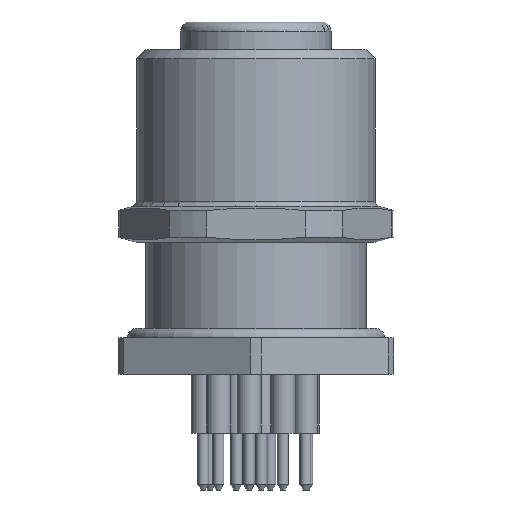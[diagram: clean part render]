
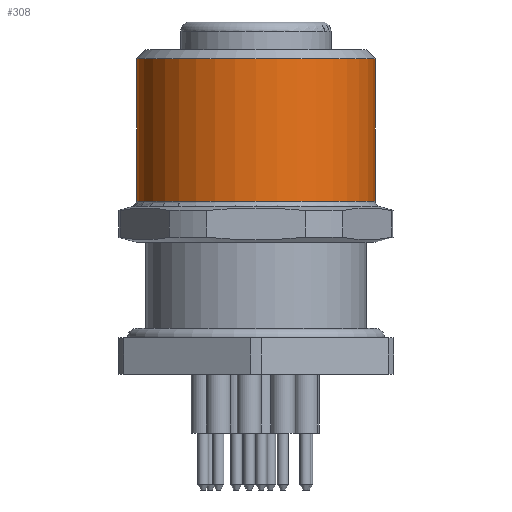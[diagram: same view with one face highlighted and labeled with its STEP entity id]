
A CAD part, front view. The second image highlights one B-rep face of the part: STEP entity #308.
In plain terms, the highlighted cylindrical face has radius 6.5 mm (diameter 13 mm), a full revolution.
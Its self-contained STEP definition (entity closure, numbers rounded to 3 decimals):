
#308=ADVANCED_FACE('',(#505,#506),#442,.T.);
#442=CYLINDRICAL_SURFACE('',#1882,6.5);
#505=FACE_BOUND('',#711,.T.);
#506=FACE_BOUND('',#712,.T.);
#711=EDGE_LOOP('',(#996));
#712=EDGE_LOOP('',(#997));
#996=ORIENTED_EDGE('',*,*,#1543,.T.);
#997=ORIENTED_EDGE('',*,*,#1544,.T.);
#1365=VERTEX_POINT('',#2875);
#1366=VERTEX_POINT('',#2877);
#1543=EDGE_CURVE('',#1365,#1365,#1716,.T.);
#1544=EDGE_CURVE('',#1366,#1366,#1717,.T.);
#1716=CIRCLE('',#1880,6.5);
#1717=CIRCLE('',#1881,6.5);
#1880=AXIS2_PLACEMENT_3D('',#2874,#2237,#2238);
#1881=AXIS2_PLACEMENT_3D('',#2876,#2239,#2240);
#1882=AXIS2_PLACEMENT_3D('',#2878,#2241,#2242);
#2237=DIRECTION('',(0.,0.,1.));
#2238=DIRECTION('',(1.,0.,0.));
#2239=DIRECTION('',(0.,0.,-1.));
#2240=DIRECTION('',(-1.,0.,0.));
#2241=DIRECTION('',(0.,0.,1.));
#2242=DIRECTION('',(1.,0.,0.));
#2874=CARTESIAN_POINT('',(8.435,0.,7.866));
#2875=CARTESIAN_POINT('',(14.935,0.,7.866));
#2876=CARTESIAN_POINT('',(8.435,0.,15.635));
#2877=CARTESIAN_POINT('',(1.935,0.,15.635));
#2878=CARTESIAN_POINT('',(8.435,0.,16.135));
